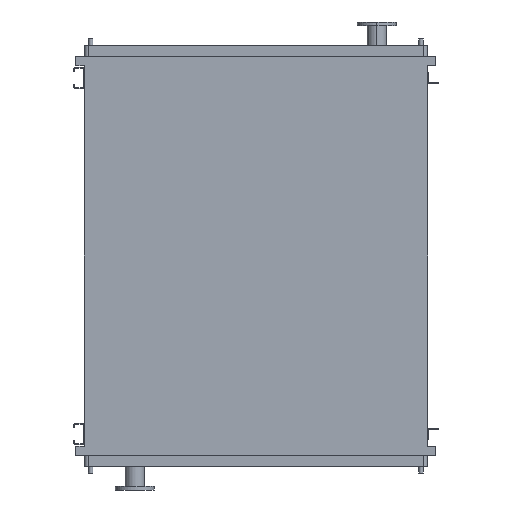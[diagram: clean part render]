
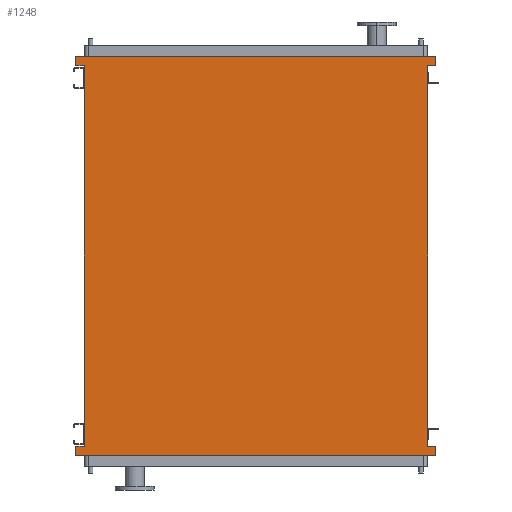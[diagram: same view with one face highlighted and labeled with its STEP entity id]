
A CAD part, front view. The second image highlights one B-rep face of the part: STEP entity #1248.
In plain terms, the highlighted planar face has unit normal (0, -1, 0).
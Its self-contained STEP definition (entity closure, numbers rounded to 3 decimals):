
#56 = VECTOR ( 'NONE', #5738, 1000. ) ;
#178 = VECTOR ( 'NONE', #884, 1000. ) ;
#201 = DIRECTION ( 'NONE',  ( 1., 0., 0. ) ) ;
#332 = LINE ( 'NONE', #1221, #4094 ) ;
#375 = CARTESIAN_POINT ( 'NONE',  ( -965., 0., 43. ) ) ;
#582 = ORIENTED_EDGE ( 'NONE', *, *, #1757, .F. ) ;
#630 = EDGE_CURVE ( 'NONE', #4565, #7999, #1154, .T. ) ;
#748 = LINE ( 'NONE', #3383, #6598 ) ;
#872 = VERTEX_POINT ( 'NONE', #5896 ) ;
#884 = DIRECTION ( 'NONE',  ( 0., 0., -1. ) ) ;
#933 = LINE ( 'NONE', #1936, #5726 ) ;
#1099 = DIRECTION ( 'NONE',  ( -1., 0., 0. ) ) ;
#1118 = VECTOR ( 'NONE', #9548, 1000. ) ;
#1129 = EDGE_CURVE ( 'NONE', #4486, #872, #4852, .T. ) ;
#1146 = VERTEX_POINT ( 'NONE', #4746 ) ;
#1154 = LINE ( 'NONE', #3511, #8358 ) ;
#1221 = CARTESIAN_POINT ( 'NONE',  ( 965., 0., -2050. ) ) ;
#1238 = CARTESIAN_POINT ( 'NONE',  ( -1011., 0., -2145. ) ) ;
#1245 = EDGE_CURVE ( 'NONE', #3612, #9606, #9865, .T. ) ;
#1248 = ADVANCED_FACE ( 'NONE', ( #7303 ), #9140, .T. ) ;
#1355 = CARTESIAN_POINT ( 'NONE',  ( -1011., 0., 43. ) ) ;
#1379 = CARTESIAN_POINT ( 'NONE',  ( -965., 0., -2050. ) ) ;
#1554 = ORIENTED_EDGE ( 'NONE', *, *, #5093, .F. ) ;
#1595 = LINE ( 'NONE', #2327, #56 ) ;
#1757 = EDGE_CURVE ( 'NONE', #1890, #3612, #748, .T. ) ;
#1890 = VERTEX_POINT ( 'NONE', #5647 ) ;
#1936 = CARTESIAN_POINT ( 'NONE',  ( 965., 0., 43. ) ) ;
#2327 = CARTESIAN_POINT ( 'NONE',  ( -965., 0., -2050. ) ) ;
#2497 = EDGE_CURVE ( 'NONE', #10210, #10523, #332, .T. ) ;
#2530 = VERTEX_POINT ( 'NONE', #4750 ) ;
#2671 = LINE ( 'NONE', #4419, #178 ) ;
#2817 = EDGE_CURVE ( 'NONE', #2530, #1146, #2671, .T. ) ;
#3121 = EDGE_LOOP ( 'NONE', ( #10741, #1554, #9674, #10325, #9552, #4993, #3862, #3956, #5961, #10303, #582, #4869 ) ) ;
#3165 = CARTESIAN_POINT ( 'NONE',  ( -1011., 0., 95. ) ) ;
#3383 = CARTESIAN_POINT ( 'NONE',  ( 1011., 0., -2093. ) ) ;
#3511 = CARTESIAN_POINT ( 'NONE',  ( -1011., 0., -2093. ) ) ;
#3540 = CARTESIAN_POINT ( 'NONE',  ( -965., 0., -2093. ) ) ;
#3612 = VERTEX_POINT ( 'NONE', #6869 ) ;
#3862 = ORIENTED_EDGE ( 'NONE', *, *, #7448, .F. ) ;
#3956 = ORIENTED_EDGE ( 'NONE', *, *, #630, .F. ) ;
#4017 = DIRECTION ( 'NONE',  ( 0., -1., 0. ) ) ;
#4094 = VECTOR ( 'NONE', #10605, 1000. ) ;
#4172 = DIRECTION ( 'NONE',  ( 0., 0., -1. ) ) ;
#4200 = VECTOR ( 'NONE', #4976, 1000. ) ;
#4376 = LINE ( 'NONE', #9217, #4200 ) ;
#4419 = CARTESIAN_POINT ( 'NONE',  ( 1011., 0., 43. ) ) ;
#4486 = VERTEX_POINT ( 'NONE', #1355 ) ;
#4505 = CARTESIAN_POINT ( 'NONE',  ( 965., 0., 43. ) ) ;
#4565 = VERTEX_POINT ( 'NONE', #9892 ) ;
#4746 = CARTESIAN_POINT ( 'NONE',  ( 1011., 0., 43. ) ) ;
#4750 = CARTESIAN_POINT ( 'NONE',  ( 1011., 0., 95. ) ) ;
#4852 = LINE ( 'NONE', #3165, #7653 ) ;
#4869 = ORIENTED_EDGE ( 'NONE', *, *, #9129, .F. ) ;
#4882 = CARTESIAN_POINT ( 'NONE',  ( -1011., 0., 43. ) ) ;
#4976 = DIRECTION ( 'NONE',  ( 1., 0., 0. ) ) ;
#4993 = ORIENTED_EDGE ( 'NONE', *, *, #6385, .F. ) ;
#5093 = EDGE_CURVE ( 'NONE', #1146, #10523, #933, .T. ) ;
#5178 = CARTESIAN_POINT ( 'NONE',  ( 965., 0., -2093. ) ) ;
#5577 = DIRECTION ( 'NONE',  ( 0., 0., -1. ) ) ;
#5647 = CARTESIAN_POINT ( 'NONE',  ( 1011., 0., -2093. ) ) ;
#5726 = VECTOR ( 'NONE', #1099, 1000. ) ;
#5738 = DIRECTION ( 'NONE',  ( 0., 0., 1. ) ) ;
#5896 = CARTESIAN_POINT ( 'NONE',  ( -1011., 0., 95. ) ) ;
#5961 = ORIENTED_EDGE ( 'NONE', *, *, #7196, .F. ) ;
#6257 = CARTESIAN_POINT ( 'NONE',  ( -1011., 0., -2145. ) ) ;
#6385 = EDGE_CURVE ( 'NONE', #8986, #4486, #7278, .T. ) ;
#6520 = CARTESIAN_POINT ( 'NONE',  ( 1011., 0., -2145. ) ) ;
#6598 = VECTOR ( 'NONE', #4172, 1000. ) ;
#6815 = VECTOR ( 'NONE', #10841, 1000. ) ;
#6869 = CARTESIAN_POINT ( 'NONE',  ( 1011., 0., -2145. ) ) ;
#6982 = LINE ( 'NONE', #6257, #1118 ) ;
#7051 = VECTOR ( 'NONE', #201, 1000. ) ;
#7196 = EDGE_CURVE ( 'NONE', #9606, #4565, #6982, .T. ) ;
#7254 = DIRECTION ( 'NONE',  ( -1., 0., 0. ) ) ;
#7278 = LINE ( 'NONE', #4882, #6815 ) ;
#7303 = FACE_OUTER_BOUND ( 'NONE', #3121, .T. ) ;
#7448 = EDGE_CURVE ( 'NONE', #7999, #8986, #1595, .T. ) ;
#7653 = VECTOR ( 'NONE', #10703, 1000. ) ;
#7851 = VECTOR ( 'NONE', #7254, 1000. ) ;
#7974 = DIRECTION ( 'NONE',  ( 1., 0., 0. ) ) ;
#7999 = VERTEX_POINT ( 'NONE', #3540 ) ;
#8358 = VECTOR ( 'NONE', #7974, 1000. ) ;
#8367 = CARTESIAN_POINT ( 'NONE',  ( 965., 0., -2093. ) ) ;
#8740 = AXIS2_PLACEMENT_3D ( 'NONE', #1379, #4017, #5577 ) ;
#8835 = EDGE_CURVE ( 'NONE', #872, #2530, #4376, .T. ) ;
#8986 = VERTEX_POINT ( 'NONE', #375 ) ;
#9129 = EDGE_CURVE ( 'NONE', #10210, #1890, #10253, .T. ) ;
#9140 = PLANE ( 'NONE',  #8740 ) ;
#9217 = CARTESIAN_POINT ( 'NONE',  ( 1011., 0., 95. ) ) ;
#9548 = DIRECTION ( 'NONE',  ( 0., 0., 1. ) ) ;
#9552 = ORIENTED_EDGE ( 'NONE', *, *, #1129, .F. ) ;
#9606 = VERTEX_POINT ( 'NONE', #1238 ) ;
#9674 = ORIENTED_EDGE ( 'NONE', *, *, #2817, .F. ) ;
#9865 = LINE ( 'NONE', #6520, #7851 ) ;
#9892 = CARTESIAN_POINT ( 'NONE',  ( -1011., 0., -2093. ) ) ;
#10210 = VERTEX_POINT ( 'NONE', #8367 ) ;
#10253 = LINE ( 'NONE', #5178, #7051 ) ;
#10303 = ORIENTED_EDGE ( 'NONE', *, *, #1245, .F. ) ;
#10325 = ORIENTED_EDGE ( 'NONE', *, *, #8835, .F. ) ;
#10523 = VERTEX_POINT ( 'NONE', #4505 ) ;
#10605 = DIRECTION ( 'NONE',  ( 0., 0., 1. ) ) ;
#10703 = DIRECTION ( 'NONE',  ( 0., 0., 1. ) ) ;
#10741 = ORIENTED_EDGE ( 'NONE', *, *, #2497, .T. ) ;
#10841 = DIRECTION ( 'NONE',  ( -1., 0., 0. ) ) ;
